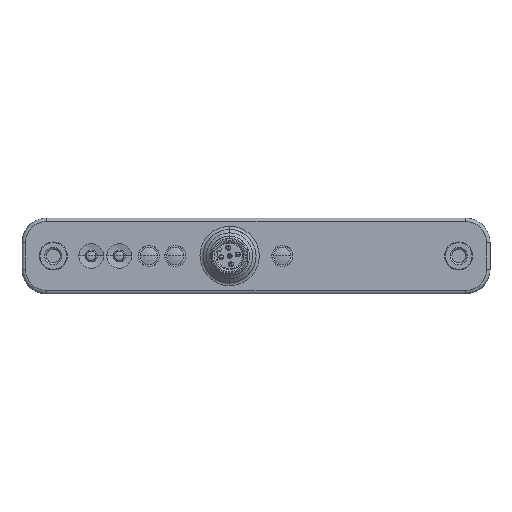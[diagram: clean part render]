
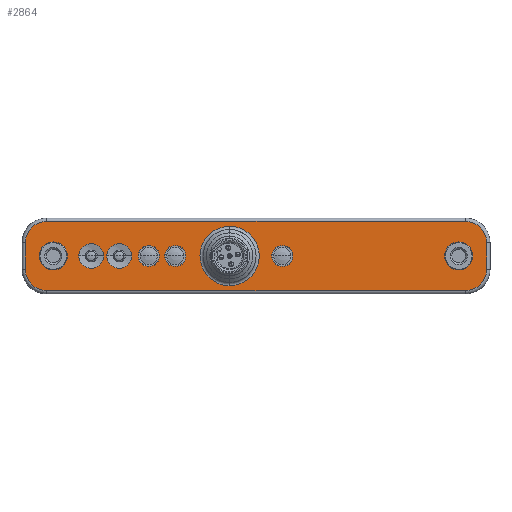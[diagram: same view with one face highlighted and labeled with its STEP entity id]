
A CAD part, top view. The second image highlights one B-rep face of the part: STEP entity #2864.
In plain terms, the highlighted planar face has unit normal (0, 0, 1).
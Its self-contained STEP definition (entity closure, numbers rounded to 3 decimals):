
#127=CARTESIAN_POINT('',(83.5,4.,22.));
#128=DIRECTION('',(0.,0.,-1.));
#129=DIRECTION('',(0.,1.,0.));
#130=AXIS2_PLACEMENT_3D('',#127,#128,#129);
#132=CARTESIAN_POINT('',(83.5,-4.,22.));
#133=DIRECTION('',(0.,0.,-1.));
#134=DIRECTION('',(1.,0.,0.));
#135=AXIS2_PLACEMENT_3D('',#132,#133,#134);
#137=CARTESIAN_POINT('',(-43.5,-4.,22.));
#138=DIRECTION('',(0.,0.,-1.));
#139=DIRECTION('',(0.,-1.,0.));
#140=AXIS2_PLACEMENT_3D('',#137,#138,#139);
#142=CARTESIAN_POINT('',(-43.5,4.,22.));
#143=DIRECTION('',(0.,0.,-1.));
#144=DIRECTION('',(-1.,0.,0.));
#145=AXIS2_PLACEMENT_3D('',#142,#143,#144);
#147=CARTESIAN_POINT('',(-41.5,0.,22.));
#148=DIRECTION('',(0.,0.,1.));
#149=DIRECTION('',(-1.,0.,0.));
#150=AXIS2_PLACEMENT_3D('',#147,#148,#149);
#152=CARTESIAN_POINT('',(-41.5,0.,22.));
#153=DIRECTION('',(0.,0.,1.));
#154=DIRECTION('',(1.,0.,0.));
#155=AXIS2_PLACEMENT_3D('',#152,#153,#154);
#157=CARTESIAN_POINT('',(28.,0.,22.));
#158=DIRECTION('',(0.,0.,1.));
#159=DIRECTION('',(1.,0.,0.));
#160=AXIS2_PLACEMENT_3D('',#157,#158,#159);
#162=CARTESIAN_POINT('',(28.,0.,22.));
#163=DIRECTION('',(0.,0.,1.));
#164=DIRECTION('',(-1.,0.,0.));
#165=AXIS2_PLACEMENT_3D('',#162,#163,#164);
#167=CARTESIAN_POINT('',(12.,0.,22.));
#168=DIRECTION('',(0.,0.,1.));
#169=DIRECTION('',(-0.001,1.,0.));
#170=AXIS2_PLACEMENT_3D('',#167,#168,#169);
#172=CARTESIAN_POINT('',(12.,0.,22.));
#173=DIRECTION('',(0.,0.,1.));
#174=DIRECTION('',(0.001,-1.,0.));
#175=AXIS2_PLACEMENT_3D('',#172,#173,#174);
#177=CARTESIAN_POINT('',(81.5,0.,22.));
#178=DIRECTION('',(0.,0.,1.));
#179=DIRECTION('',(-1.,0.,0.));
#180=AXIS2_PLACEMENT_3D('',#177,#178,#179);
#182=CARTESIAN_POINT('',(81.5,0.,22.));
#183=DIRECTION('',(0.,0.,1.));
#184=DIRECTION('',(1.,0.,0.));
#185=AXIS2_PLACEMENT_3D('',#182,#183,#184);
#187=CARTESIAN_POINT('',(-30.,0.,22.));
#188=DIRECTION('',(0.,0.,1.));
#189=DIRECTION('',(-1.,0.,0.));
#190=AXIS2_PLACEMENT_3D('',#187,#188,#189);
#192=CARTESIAN_POINT('',(-30.,0.,22.));
#193=DIRECTION('',(0.,0.,1.));
#194=DIRECTION('',(1.,0.,0.));
#195=AXIS2_PLACEMENT_3D('',#192,#193,#194);
#197=CARTESIAN_POINT('',(-21.5,0.,22.));
#198=DIRECTION('',(0.,0.,1.));
#199=DIRECTION('',(-1.,0.,0.));
#200=AXIS2_PLACEMENT_3D('',#197,#198,#199);
#202=CARTESIAN_POINT('',(-21.5,0.,22.));
#203=DIRECTION('',(0.,0.,1.));
#204=DIRECTION('',(1.,0.,0.));
#205=AXIS2_PLACEMENT_3D('',#202,#203,#204);
#207=CARTESIAN_POINT('',(-12.5,0.,22.));
#208=DIRECTION('',(0.,0.,1.));
#209=DIRECTION('',(-1.,0.,0.));
#210=AXIS2_PLACEMENT_3D('',#207,#208,#209);
#212=CARTESIAN_POINT('',(-12.5,0.,22.));
#213=DIRECTION('',(0.,0.,1.));
#214=DIRECTION('',(1.,0.,0.));
#215=AXIS2_PLACEMENT_3D('',#212,#213,#214);
#217=CARTESIAN_POINT('',(-4.5,0.,22.));
#218=DIRECTION('',(0.,0.,1.));
#219=DIRECTION('',(-1.,0.,0.));
#220=AXIS2_PLACEMENT_3D('',#217,#218,#219);
#222=CARTESIAN_POINT('',(-4.5,0.,22.));
#223=DIRECTION('',(0.,0.,1.));
#224=DIRECTION('',(1.,0.,0.));
#225=AXIS2_PLACEMENT_3D('',#222,#223,#224);
#231=DIRECTION('',(-1.,0.,0.));
#232=VECTOR('',#231,127.);
#233=CARTESIAN_POINT('',(83.5,10.5,22.));
#234=LINE('',#233,#232);
#307=DIRECTION('',(1.,0.,0.));
#308=VECTOR('',#307,127.);
#309=CARTESIAN_POINT('',(-43.5,-10.5,22.));
#310=LINE('',#309,#308);
#330=DIRECTION('',(0.,1.,0.));
#331=VECTOR('',#330,8.);
#332=CARTESIAN_POINT('',(90.,-4.,22.));
#333=LINE('',#332,#331);
#392=DIRECTION('',(0.,-1.,0.));
#393=VECTOR('',#392,8.);
#394=CARTESIAN_POINT('',(-50.,4.,22.));
#395=LINE('',#394,#393);
#1629=CARTESIAN_POINT('',(12.,0.,22.));
#1630=DIRECTION('',(0.,0.,-1.));
#1631=DIRECTION('',(0.001,-1.,0.));
#1632=AXIS2_PLACEMENT_3D('',#1629,#1630,#1631);
#1649=CARTESIAN_POINT('',(12.,0.,22.));
#1650=DIRECTION('',(0.,0.,-1.));
#1651=DIRECTION('',(-0.001,1.,0.));
#1652=AXIS2_PLACEMENT_3D('',#1649,#1650,#1651);
#2289=CARTESIAN_POINT('',(31.2,0.,22.));
#2290=CARTESIAN_POINT('',(24.8,0.,22.));
#2291=VERTEX_POINT('',#2289);
#2292=VERTEX_POINT('',#2290);
#2293=CARTESIAN_POINT('',(83.5,10.5,22.));
#2294=CARTESIAN_POINT('',(-43.5,10.5,22.));
#2295=VERTEX_POINT('',#2293);
#2296=VERTEX_POINT('',#2294);
#2297=CARTESIAN_POINT('',(90.,4.,22.));
#2298=VERTEX_POINT('',#2297);
#2299=CARTESIAN_POINT('',(90.,-4.,22.));
#2300=VERTEX_POINT('',#2299);
#2301=CARTESIAN_POINT('',(83.5,-10.5,22.));
#2302=VERTEX_POINT('',#2301);
#2303=CARTESIAN_POINT('',(-43.5,-10.5,22.));
#2304=VERTEX_POINT('',#2303);
#2305=CARTESIAN_POINT('',(-50.,-4.,22.));
#2306=VERTEX_POINT('',#2305);
#2307=CARTESIAN_POINT('',(-50.,4.,22.));
#2308=VERTEX_POINT('',#2307);
#2309=CARTESIAN_POINT('',(-45.75,0.,22.));
#2310=CARTESIAN_POINT('',(-37.25,0.,22.));
#2311=VERTEX_POINT('',#2309);
#2312=VERTEX_POINT('',#2310);
#2313=CARTESIAN_POINT('',(11.993,9.,22.));
#2314=CARTESIAN_POINT('',(11.813,-8.998,22.));
#2315=VERTEX_POINT('',#2313);
#2316=VERTEX_POINT('',#2314);
#2317=CARTESIAN_POINT('',(12.007,-9.,22.));
#2318=VERTEX_POINT('',#2317);
#2319=CARTESIAN_POINT('',(12.187,8.998,22.));
#2320=VERTEX_POINT('',#2319);
#2321=CARTESIAN_POINT('',(77.25,0.,22.));
#2322=CARTESIAN_POINT('',(85.75,0.,22.));
#2323=VERTEX_POINT('',#2321);
#2324=VERTEX_POINT('',#2322);
#2325=CARTESIAN_POINT('',(-33.75,0.,22.));
#2326=CARTESIAN_POINT('',(-26.25,0.,22.));
#2327=VERTEX_POINT('',#2325);
#2328=VERTEX_POINT('',#2326);
#2329=CARTESIAN_POINT('',(-25.25,0.,22.));
#2330=CARTESIAN_POINT('',(-17.75,0.,22.));
#2331=VERTEX_POINT('',#2329);
#2332=VERTEX_POINT('',#2330);
#2333=CARTESIAN_POINT('',(-15.7,0.,22.));
#2334=CARTESIAN_POINT('',(-9.3,0.,22.));
#2335=VERTEX_POINT('',#2333);
#2336=VERTEX_POINT('',#2334);
#2337=CARTESIAN_POINT('',(-7.7,0.,22.));
#2338=CARTESIAN_POINT('',(-1.3,0.,22.));
#2339=VERTEX_POINT('',#2337);
#2340=VERTEX_POINT('',#2338);
#2791=CARTESIAN_POINT('',(0.,0.,22.));
#2792=DIRECTION('',(0.,0.,-1.));
#2793=DIRECTION('',(1.,0.,0.));
#2794=AXIS2_PLACEMENT_3D('',#2791,#2792,#2793);
#2795=PLANE('',#2794);
#2797=ORIENTED_EDGE('',*,*,#2796,.F.);
#2799=ORIENTED_EDGE('',*,*,#2798,.T.);
#2801=ORIENTED_EDGE('',*,*,#2800,.F.);
#2803=ORIENTED_EDGE('',*,*,#2802,.T.);
#2805=ORIENTED_EDGE('',*,*,#2804,.F.);
#2807=ORIENTED_EDGE('',*,*,#2806,.T.);
#2809=ORIENTED_EDGE('',*,*,#2808,.F.);
#2811=ORIENTED_EDGE('',*,*,#2810,.T.);
#2812=EDGE_LOOP('',(#2797,#2799,#2801,#2803,#2805,#2807,#2809,#2811));
#2813=FACE_OUTER_BOUND('',#2812,.F.);
#2815=ORIENTED_EDGE('',*,*,#2814,.T.);
#2817=ORIENTED_EDGE('',*,*,#2816,.T.);
#2818=EDGE_LOOP('',(#2815,#2817));
#2819=FACE_BOUND('',#2818,.F.);
#2821=ORIENTED_EDGE('',*,*,#2820,.T.);
#2823=ORIENTED_EDGE('',*,*,#2822,.T.);
#2824=EDGE_LOOP('',(#2821,#2823));
#2825=FACE_BOUND('',#2824,.F.);
#2827=ORIENTED_EDGE('',*,*,#2826,.T.);
#2829=ORIENTED_EDGE('',*,*,#2828,.F.);
#2831=ORIENTED_EDGE('',*,*,#2830,.T.);
#2833=ORIENTED_EDGE('',*,*,#2832,.F.);
#2834=EDGE_LOOP('',(#2827,#2829,#2831,#2833));
#2835=FACE_BOUND('',#2834,.F.);
#2836=ORIENTED_EDGE('',*,*,#2612,.T.);
#2837=ORIENTED_EDGE('',*,*,#2634,.T.);
#2838=EDGE_LOOP('',(#2836,#2837));
#2839=FACE_BOUND('',#2838,.F.);
#2841=ORIENTED_EDGE('',*,*,#2840,.T.);
#2843=ORIENTED_EDGE('',*,*,#2842,.T.);
#2844=EDGE_LOOP('',(#2841,#2843));
#2845=FACE_BOUND('',#2844,.F.);
#2847=ORIENTED_EDGE('',*,*,#2846,.T.);
#2849=ORIENTED_EDGE('',*,*,#2848,.T.);
#2850=EDGE_LOOP('',(#2847,#2849));
#2851=FACE_BOUND('',#2850,.F.);
#2853=ORIENTED_EDGE('',*,*,#2852,.T.);
#2855=ORIENTED_EDGE('',*,*,#2854,.T.);
#2856=EDGE_LOOP('',(#2853,#2855));
#2857=FACE_BOUND('',#2856,.F.);
#2859=ORIENTED_EDGE('',*,*,#2858,.T.);
#2861=ORIENTED_EDGE('',*,*,#2860,.T.);
#2862=EDGE_LOOP('',(#2859,#2861));
#2863=FACE_BOUND('',#2862,.F.);
#2864=ADVANCED_FACE('',(#2813,#2819,#2825,#2835,#2839,#2845,#2851,#2857,#2863),
#2795,.F.);
#131=CIRCLE('',#130,6.5);
#136=CIRCLE('',#135,6.5);
#141=CIRCLE('',#140,6.5);
#146=CIRCLE('',#145,6.5);
#151=CIRCLE('',#150,4.25);
#156=CIRCLE('',#155,4.25);
#161=CIRCLE('',#160,3.2);
#166=CIRCLE('',#165,3.2);
#171=CIRCLE('',#170,9.);
#176=CIRCLE('',#175,9.);
#181=CIRCLE('',#180,4.25);
#186=CIRCLE('',#185,4.25);
#191=CIRCLE('',#190,3.75);
#196=CIRCLE('',#195,3.75);
#201=CIRCLE('',#200,3.75);
#206=CIRCLE('',#205,3.75);
#211=CIRCLE('',#210,3.2);
#216=CIRCLE('',#215,3.2);
#221=CIRCLE('',#220,3.2);
#226=CIRCLE('',#225,3.2);
#1633=CIRCLE('',#1632,9.);
#1653=CIRCLE('',#1652,9.);
#2612=EDGE_CURVE('',#2323,#2324,#181,.T.);
#2634=EDGE_CURVE('',#2324,#2323,#186,.T.);
#2796=EDGE_CURVE('',#2295,#2296,#234,.T.);
#2798=EDGE_CURVE('',#2295,#2298,#131,.T.);
#2800=EDGE_CURVE('',#2300,#2298,#333,.T.);
#2802=EDGE_CURVE('',#2300,#2302,#136,.T.);
#2804=EDGE_CURVE('',#2304,#2302,#310,.T.);
#2806=EDGE_CURVE('',#2304,#2306,#141,.T.);
#2808=EDGE_CURVE('',#2308,#2306,#395,.T.);
#2810=EDGE_CURVE('',#2308,#2296,#146,.T.);
#2814=EDGE_CURVE('',#2311,#2312,#151,.T.);
#2816=EDGE_CURVE('',#2312,#2311,#156,.T.);
#2820=EDGE_CURVE('',#2291,#2292,#161,.T.);
#2822=EDGE_CURVE('',#2292,#2291,#166,.T.);
#2826=EDGE_CURVE('',#2315,#2316,#171,.T.);
#2828=EDGE_CURVE('',#2318,#2316,#1633,.T.);
#2830=EDGE_CURVE('',#2318,#2320,#176,.T.);
#2832=EDGE_CURVE('',#2315,#2320,#1653,.T.);
#2840=EDGE_CURVE('',#2327,#2328,#191,.T.);
#2842=EDGE_CURVE('',#2328,#2327,#196,.T.);
#2846=EDGE_CURVE('',#2331,#2332,#201,.T.);
#2848=EDGE_CURVE('',#2332,#2331,#206,.T.);
#2852=EDGE_CURVE('',#2335,#2336,#211,.T.);
#2854=EDGE_CURVE('',#2336,#2335,#216,.T.);
#2858=EDGE_CURVE('',#2339,#2340,#221,.T.);
#2860=EDGE_CURVE('',#2340,#2339,#226,.T.);
